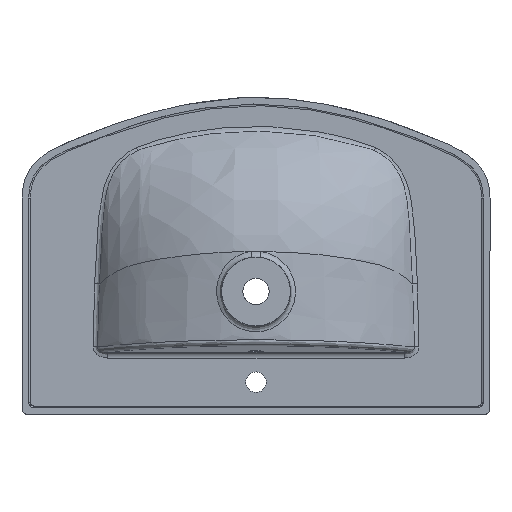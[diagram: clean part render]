
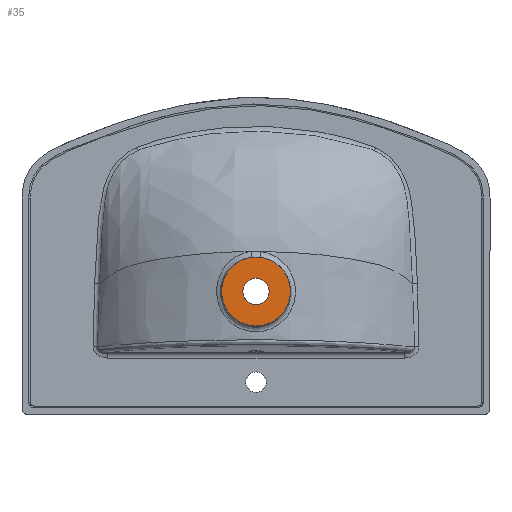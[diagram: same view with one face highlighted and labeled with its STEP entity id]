
A CAD part, front view. The second image highlights one B-rep face of the part: STEP entity #35.
In plain terms, the highlighted planar face has unit normal (0, -1, 0).
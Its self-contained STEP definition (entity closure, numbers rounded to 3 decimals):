
#35 = ADVANCED_FACE ( 'NONE', ( #6984, #352 ), #4505, .T. ) ;
#62 = EDGE_CURVE ( 'NONE', #9719, #3759, #5260, .T. ) ;
#99 = VERTEX_POINT ( 'NONE', #444 ) ;
#256 = CARTESIAN_POINT ( 'NONE',  ( 0., -149., -25. ) ) ;
#269 = DIRECTION ( 'NONE',  ( 0., 0., -1. ) ) ;
#352 = FACE_BOUND ( 'NONE', #10414, .T. ) ;
#428 = DIRECTION ( 'NONE',  ( 0., 0., -1. ) ) ;
#444 = CARTESIAN_POINT ( 'NONE',  ( 0., -149., -83.847 ) ) ;
#1324 = CARTESIAN_POINT ( 'NONE',  ( 0., -149., -2.5 ) ) ;
#1505 = CARTESIAN_POINT ( 'NONE',  ( 0., -149., 307. ) ) ;
#1893 = AXIS2_PLACEMENT_3D ( 'NONE', #256, #15165, #428 ) ;
#2146 = AXIS2_PLACEMENT_3D ( 'NONE', #4237, #13681, #269 ) ;
#2428 = ORIENTED_EDGE ( 'NONE', *, *, #5910, .F. ) ;
#3451 = ORIENTED_EDGE ( 'NONE', *, *, #62, .T. ) ;
#3759 = VERTEX_POINT ( 'NONE', #12571 ) ;
#4237 = CARTESIAN_POINT ( 'NONE',  ( 0., -149., -25. ) ) ;
#4505 = PLANE ( 'NONE',  #14276 ) ;
#5260 = CIRCLE ( 'NONE', #2146, 22.5 ) ;
#5910 = EDGE_CURVE ( 'NONE', #99, #6624, #7130, .T. ) ;
#6624 = VERTEX_POINT ( 'NONE', #6956 ) ;
#6956 = CARTESIAN_POINT ( 'NONE',  ( 0., -149., 33.847 ) ) ;
#6984 = FACE_OUTER_BOUND ( 'NONE', #9110, .T. ) ;
#7130 = CIRCLE ( 'NONE', #13684, 58.847 ) ;
#7616 = EDGE_CURVE ( 'NONE', #3759, #9719, #15951, .T. ) ;
#7821 = CIRCLE ( 'NONE', #1893, 58.847 ) ;
#8330 = DIRECTION ( 'NONE',  ( 0., 0., -1. ) ) ;
#8349 = CARTESIAN_POINT ( 'NONE',  ( 0., -149., -25. ) ) ;
#8605 = AXIS2_PLACEMENT_3D ( 'NONE', #14861, #14950, #8330 ) ;
#9110 = EDGE_LOOP ( 'NONE', ( #10381, #2428 ) ) ;
#9719 = VERTEX_POINT ( 'NONE', #1324 ) ;
#10381 = ORIENTED_EDGE ( 'NONE', *, *, #12884, .F. ) ;
#10414 = EDGE_LOOP ( 'NONE', ( #3451, #13578 ) ) ;
#10957 = DIRECTION ( 'NONE',  ( 0., 0., -1. ) ) ;
#12538 = DIRECTION ( 'NONE',  ( 0., -1., 0. ) ) ;
#12571 = CARTESIAN_POINT ( 'NONE',  ( 0., -149., -47.5 ) ) ;
#12884 = EDGE_CURVE ( 'NONE', #6624, #99, #7821, .T. ) ;
#13578 = ORIENTED_EDGE ( 'NONE', *, *, #7616, .T. ) ;
#13681 = DIRECTION ( 'NONE',  ( 0., 1., 0. ) ) ;
#13684 = AXIS2_PLACEMENT_3D ( 'NONE', #8349, #15060, #16396 ) ;
#14276 = AXIS2_PLACEMENT_3D ( 'NONE', #1505, #12538, #10957 ) ;
#14861 = CARTESIAN_POINT ( 'NONE',  ( 0., -149., -25. ) ) ;
#14950 = DIRECTION ( 'NONE',  ( 0., 1., 0. ) ) ;
#15060 = DIRECTION ( 'NONE',  ( 0., 1., 0. ) ) ;
#15165 = DIRECTION ( 'NONE',  ( 0., 1., 0. ) ) ;
#15951 = CIRCLE ( 'NONE', #8605, 22.5 ) ;
#16396 = DIRECTION ( 'NONE',  ( 0., 0., -1. ) ) ;
